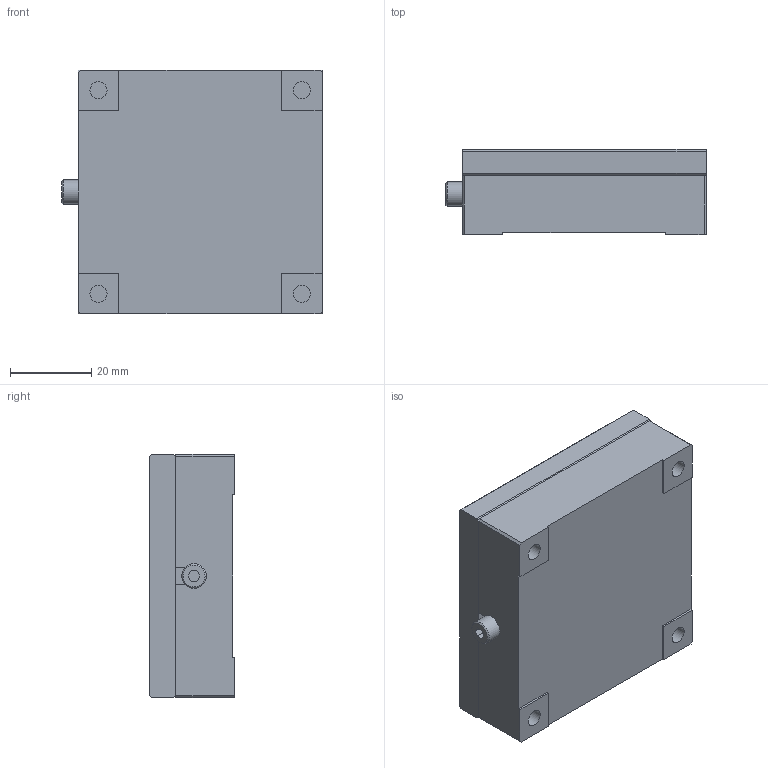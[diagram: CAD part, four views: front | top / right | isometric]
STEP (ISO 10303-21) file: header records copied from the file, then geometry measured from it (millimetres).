
FILE_DESCRIPTION (( 'STEP AP203' ), '1' );
FILE_NAME ('528770.STEP', '2024-10-15T01:37:17', ( 'Windows User' ), ( 'P R C' ), 'SwSTEP 2.0', 'SolidWorks 2020', '' );
FILE_SCHEMA (( 'CONFIG_CONTROL_DESIGN' ));
Length unit declared in the file: millimetre
Products named in the file (1): 528770
Bounding box: 64 x 21 x 60 mm (x, y, z)
Volume: 65405.3 mm3; surface area: 26338.4 mm2
Topology: 3 solids, 3 shells, 133 faces, 338 edges, 220 vertices
Faces by surface type: plane 76, cylinder 40, cone 17
Full cylindrical faces by diameter (mm): 2.459 x12, 3.001 x1, 3.242 x9, 4.001 x1, 4.2 x4, 5.001 x1, 6.001 x1, 8 x4
Entity records: 3723 total; most frequent: CARTESIAN_POINT 645, DIRECTION 618, ORIENTED_EDGE 540, EDGE_CURVE 270, AXIS2_PLACEMENT_3D 215, EDGE_LOOP 212, VERTEX_POINT 202, VECTOR 188
